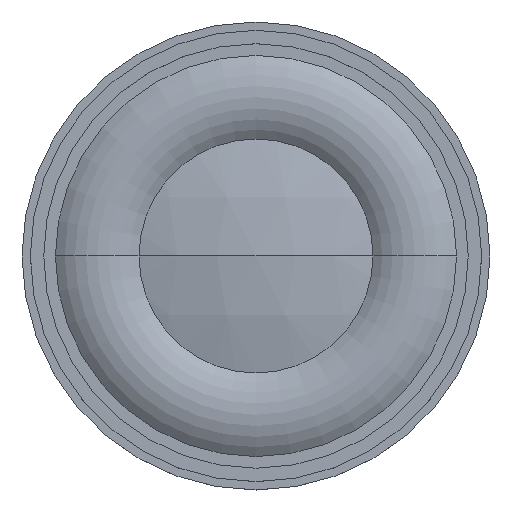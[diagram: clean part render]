
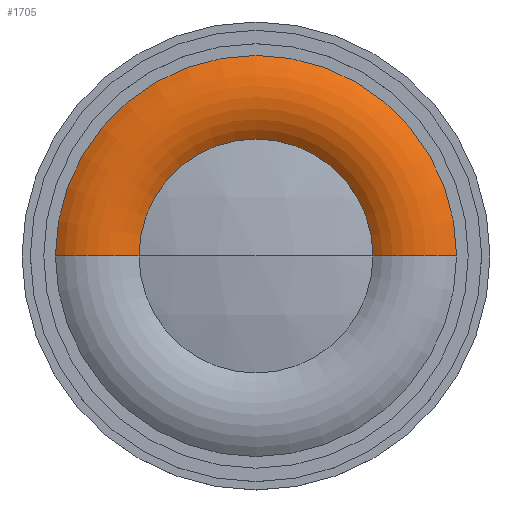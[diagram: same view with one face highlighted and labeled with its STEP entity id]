
A CAD part, top view. The second image highlights one B-rep face of the part: STEP entity #1705.
In plain terms, the highlighted toroidal (fillet/blend) face has major radius 9.5 mm and minor radius 3.922 mm.
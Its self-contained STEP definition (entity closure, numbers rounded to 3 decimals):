
#56 = CARTESIAN_POINT ( 'NONE',  ( -12., 0., 4.1 ) ) ;
#453 = EDGE_LOOP ( 'NONE', ( #5032, #4947, #7557, #2294 ) ) ;
#533 = EDGE_CURVE ( 'NONE', #2614, #5932, #2438, .T. ) ;
#644 = CIRCLE ( 'NONE', #3117, 7. ) ;
#1140 = CARTESIAN_POINT ( 'NONE',  ( 9.5, 0., 1.078 ) ) ;
#1409 = DIRECTION ( 'NONE',  ( 0., -1., 0. ) ) ;
#1419 = DIRECTION ( 'NONE',  ( -1., 0., 0. ) ) ;
#1705 = ADVANCED_FACE ( 'NONE', ( #3245 ), #6216, .T. ) ;
#1859 = VERTEX_POINT ( 'NONE', #6556 ) ;
#2102 = CIRCLE ( 'NONE', #6308, 3.922 ) ;
#2115 = DIRECTION ( 'NONE',  ( -1., 0., 0. ) ) ;
#2294 = ORIENTED_EDGE ( 'NONE', *, *, #3510, .F. ) ;
#2308 = DIRECTION ( 'NONE',  ( -1., 0., 0. ) ) ;
#2310 = DIRECTION ( 'NONE',  ( -1., 0., 0. ) ) ;
#2438 = CIRCLE ( 'NONE', #7479, 12. ) ;
#2494 = VERTEX_POINT ( 'NONE', #2582 ) ;
#2582 = CARTESIAN_POINT ( 'NONE',  ( 7., 0., 4.1 ) ) ;
#2600 = CARTESIAN_POINT ( 'NONE',  ( 12., 0., 4.1 ) ) ;
#2614 = VERTEX_POINT ( 'NONE', #56 ) ;
#3117 = AXIS2_PLACEMENT_3D ( 'NONE', #6026, #3126, #1419 ) ;
#3126 = DIRECTION ( 'NONE',  ( 0., 0., -1. ) ) ;
#3245 = FACE_OUTER_BOUND ( 'NONE', #453, .T. ) ;
#3510 = EDGE_CURVE ( 'NONE', #1859, #2614, #2102, .T. ) ;
#3709 = EDGE_CURVE ( 'NONE', #2494, #5932, #3725, .T. ) ;
#3725 = CIRCLE ( 'NONE', #5867, 3.922 ) ;
#4515 = EDGE_CURVE ( 'NONE', #1859, #2494, #644, .T. ) ;
#4577 = DIRECTION ( 'NONE',  ( 0., 1., 0. ) ) ;
#4947 = ORIENTED_EDGE ( 'NONE', *, *, #3709, .T. ) ;
#5032 = ORIENTED_EDGE ( 'NONE', *, *, #4515, .T. ) ;
#5124 = DIRECTION ( 'NONE',  ( 0., 0., -1. ) ) ;
#5766 = AXIS2_PLACEMENT_3D ( 'NONE', #5787, #5124, #2308 ) ;
#5787 = CARTESIAN_POINT ( 'NONE',  ( 0., 0., 1.078 ) ) ;
#5867 = AXIS2_PLACEMENT_3D ( 'NONE', #1140, #4577, #2310 ) ;
#5932 = VERTEX_POINT ( 'NONE', #2600 ) ;
#6026 = CARTESIAN_POINT ( 'NONE',  ( 0., 0., 4.1 ) ) ;
#6118 = CARTESIAN_POINT ( 'NONE',  ( -9.5, 0., 1.078 ) ) ;
#6216 = TOROIDAL_SURFACE ( 'NONE', #5766, 9.5, 3.922 ) ;
#6308 = AXIS2_PLACEMENT_3D ( 'NONE', #6118, #1409, #6650 ) ;
#6556 = CARTESIAN_POINT ( 'NONE',  ( -7., 0., 4.1 ) ) ;
#6650 = DIRECTION ( 'NONE',  ( 0., 0., -1. ) ) ;
#6765 = DIRECTION ( 'NONE',  ( 0., 0., -1. ) ) ;
#7311 = CARTESIAN_POINT ( 'NONE',  ( 0., 0., 4.1 ) ) ;
#7479 = AXIS2_PLACEMENT_3D ( 'NONE', #7311, #6765, #2115 ) ;
#7557 = ORIENTED_EDGE ( 'NONE', *, *, #533, .F. ) ;
